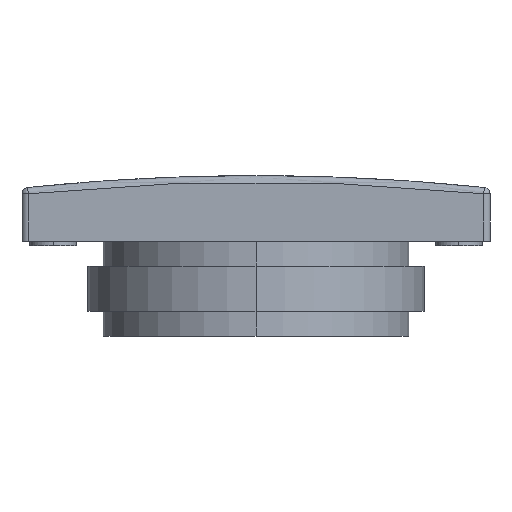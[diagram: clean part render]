
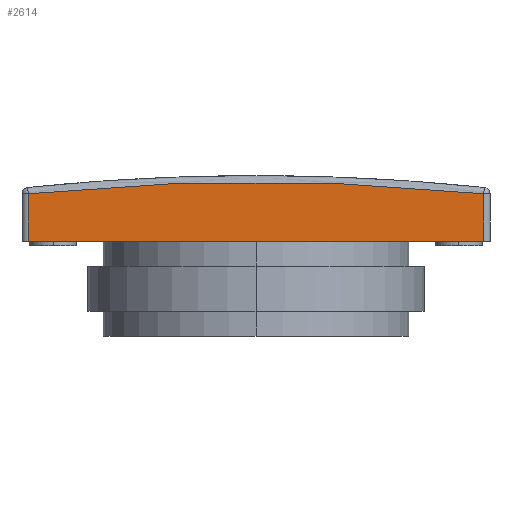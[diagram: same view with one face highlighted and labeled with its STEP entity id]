
A CAD part, left-side view. The second image highlights one B-rep face of the part: STEP entity #2614.
In plain terms, the highlighted planar face has unit normal (-1, 0, 0).
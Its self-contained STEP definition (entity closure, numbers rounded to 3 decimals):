
#31 = EDGE_CURVE ( 'NONE', #2024, #4036, #1515, .T. ) ;
#212 = DIRECTION ( 'NONE',  ( 0., 0., -1. ) ) ;
#421 = CIRCLE ( 'NONE', #3101, 703.125 ) ;
#595 = EDGE_LOOP ( 'NONE', ( #735, #2312, #5330, #4667 ) ) ;
#629 = DIRECTION ( 'NONE',  ( -1., 0., 0. ) ) ;
#735 = ORIENTED_EDGE ( 'NONE', *, *, #5918, .F. ) ;
#1098 = FACE_OUTER_BOUND ( 'NONE', #595, .T. ) ;
#1222 = PLANE ( 'NONE',  #2168 ) ;
#1479 = VERTEX_POINT ( 'NONE', #2429 ) ;
#1515 = LINE ( 'NONE', #2544, #4142 ) ;
#1614 = DIRECTION ( 'NONE',  ( 0., 1., 0. ) ) ;
#1692 = CARTESIAN_POINT ( 'NONE',  ( -75., -73., 21. ) ) ;
#2024 = VERTEX_POINT ( 'NONE', #3843 ) ;
#2107 = CARTESIAN_POINT ( 'NONE',  ( -75., 75., 21. ) ) ;
#2168 = AXIS2_PLACEMENT_3D ( 'NONE', #2107, #5408, #5908 ) ;
#2312 = ORIENTED_EDGE ( 'NONE', *, *, #3817, .T. ) ;
#2429 = CARTESIAN_POINT ( 'NONE',  ( -75., -73., 15.2 ) ) ;
#2526 = EDGE_CURVE ( 'NONE', #1479, #2024, #421, .T. ) ;
#2544 = CARTESIAN_POINT ( 'NONE',  ( -75., 73., 21. ) ) ;
#2587 = DIRECTION ( 'NONE',  ( 0., 1., 0. ) ) ;
#2614 = ADVANCED_FACE ( 'NONE', ( #1098 ), #1222, .F. ) ;
#3101 = AXIS2_PLACEMENT_3D ( 'NONE', #4415, #629, #1614 ) ;
#3228 = VECTOR ( 'NONE', #2587, 1000. ) ;
#3358 = CARTESIAN_POINT ( 'NONE',  ( -75., -73., 0. ) ) ;
#3551 = VECTOR ( 'NONE', #4496, 1000. ) ;
#3650 = CARTESIAN_POINT ( 'NONE',  ( -75., 73., 0. ) ) ;
#3817 = EDGE_CURVE ( 'NONE', #5803, #1479, #3846, .T. ) ;
#3843 = CARTESIAN_POINT ( 'NONE',  ( -75., 73., 15.2 ) ) ;
#3846 = LINE ( 'NONE', #1692, #3551 ) ;
#4036 = VERTEX_POINT ( 'NONE', #3650 ) ;
#4142 = VECTOR ( 'NONE', #212, 1000. ) ;
#4415 = CARTESIAN_POINT ( 'NONE',  ( -75., 0., -684.125 ) ) ;
#4460 = CARTESIAN_POINT ( 'NONE',  ( -75., -75., 0. ) ) ;
#4496 = DIRECTION ( 'NONE',  ( 0., 0., 1. ) ) ;
#4667 = ORIENTED_EDGE ( 'NONE', *, *, #31, .T. ) ;
#4844 = LINE ( 'NONE', #4460, #3228 ) ;
#5330 = ORIENTED_EDGE ( 'NONE', *, *, #2526, .T. ) ;
#5408 = DIRECTION ( 'NONE',  ( 1., 0., 0. ) ) ;
#5803 = VERTEX_POINT ( 'NONE', #3358 ) ;
#5908 = DIRECTION ( 'NONE',  ( 0., 1., 0. ) ) ;
#5918 = EDGE_CURVE ( 'NONE', #5803, #4036, #4844, .T. ) ;
